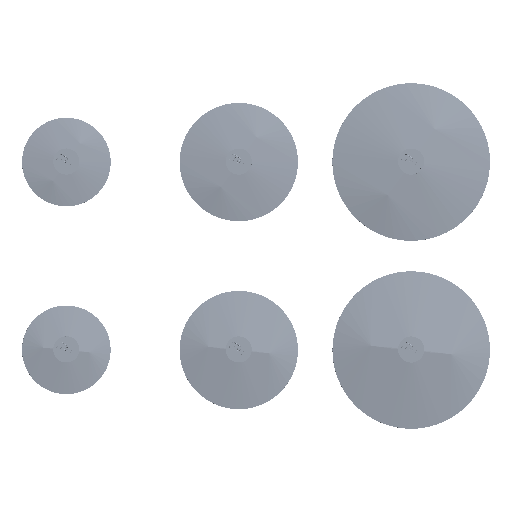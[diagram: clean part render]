
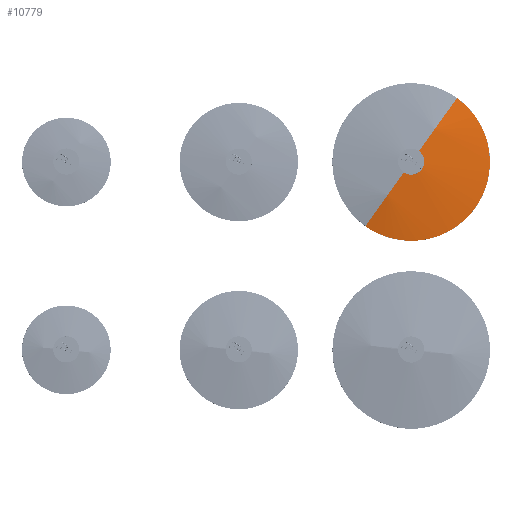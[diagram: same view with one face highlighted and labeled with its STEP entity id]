
A CAD part, top view. The second image highlights one B-rep face of the part: STEP entity #10779.
In plain terms, the highlighted free-form (B-spline) face has degree [2, 2] with [9, 5] control points.
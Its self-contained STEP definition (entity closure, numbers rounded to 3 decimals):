
#10779=ADVANCED_FACE('',(#17244),#105502,.T.);
#17244=FACE_OUTER_BOUND('',#23963,.T.);
#23963=EDGE_LOOP('',(#44853,#44854,#44855,#44856,#44857));
#44853=ORIENTED_EDGE('',*,*,#69141,.T.);
#44854=ORIENTED_EDGE('',*,*,#69132,.F.);
#44855=ORIENTED_EDGE('',*,*,#69135,.T.);
#44856=ORIENTED_EDGE('',*,*,#69120,.F.);
#44857=ORIENTED_EDGE('',*,*,#69136,.T.);
#69120=EDGE_CURVE('',#99102,#99103,#91421,.T.);
#69132=EDGE_CURVE('',#99113,#99108,#91431,.T.);
#69135=EDGE_CURVE('',#99113,#99103,#91432,.T.);
#69136=EDGE_CURVE('',#99102,#99114,#91433,.T.);
#69141=EDGE_CURVE('',#99114,#99108,#91438,.T.);
#91421=(
BOUNDED_CURVE()
B_SPLINE_CURVE(2,(#233920,#233921,#233922,#233923,#233924),
 .UNSPECIFIED.,.F.,.F.)
B_SPLINE_CURVE_WITH_KNOTS((3,2,3),(0.,31.981,63.961),
 .UNSPECIFIED.)
CURVE()
GEOMETRIC_REPRESENTATION_ITEM()
RATIONAL_B_SPLINE_CURVE((1.,0.707,1.,0.707,1.))
REPRESENTATION_ITEM('')
);
#91431=(
BOUNDED_CURVE()
B_SPLINE_CURVE(2,(#233960,#233961,#233962),.UNSPECIFIED.,.F.,.F.)
B_SPLINE_CURVE_WITH_KNOTS((3,3),(0.,0.571),.UNSPECIFIED.)
CURVE()
GEOMETRIC_REPRESENTATION_ITEM()
RATIONAL_B_SPLINE_CURVE((1.,0.707,1.))
REPRESENTATION_ITEM('')
);
#91432=(
BOUNDED_CURVE()
B_SPLINE_CURVE(2,(#233967,#233968,#233969),.UNSPECIFIED.,.F.,.F.)
B_SPLINE_CURVE_WITH_KNOTS((3,3),(0.,15.86),.UNSPECIFIED.)
CURVE()
GEOMETRIC_REPRESENTATION_ITEM()
RATIONAL_B_SPLINE_CURVE((1.,0.995,1.))
REPRESENTATION_ITEM('')
);
#91433=(
BOUNDED_CURVE()
B_SPLINE_CURVE(2,(#233970,#233971,#233972),.UNSPECIFIED.,.F.,.F.)
B_SPLINE_CURVE_WITH_KNOTS((3,3),(0.,15.86),.UNSPECIFIED.)
CURVE()
GEOMETRIC_REPRESENTATION_ITEM()
RATIONAL_B_SPLINE_CURVE((1.,0.995,1.))
REPRESENTATION_ITEM('')
);
#91438=(
BOUNDED_CURVE()
B_SPLINE_CURVE(2,(#233989,#233990,#233991),.UNSPECIFIED.,.F.,.F.)
B_SPLINE_CURVE_WITH_KNOTS((3,3),(-0.571,0.),.UNSPECIFIED.)
CURVE()
GEOMETRIC_REPRESENTATION_ITEM()
RATIONAL_B_SPLINE_CURVE((1.,0.707,1.))
REPRESENTATION_ITEM('')
);
#99102=VERTEX_POINT('',#233890);
#99103=VERTEX_POINT('',#233891);
#99108=VERTEX_POINT('',#233896);
#99113=VERTEX_POINT('',#233901);
#99114=VERTEX_POINT('',#233902);
#105502=(
BOUNDED_SURFACE()
B_SPLINE_SURFACE(2,2,((#233427,#233428,#233429,#233430,#233431),(#233432,
#233433,#233434,#233435,#233436),(#233437,#233438,#233439,#233440,#233441),
(#233442,#233443,#233444,#233445,#233446),(#233447,#233448,#233449,#233450,
#233451),(#233452,#233453,#233454,#233455,#233456),(#233457,#233458,#233459,
#233460,#233461),(#233462,#233463,#233464,#233465,#233466),(#233467,#233468,
#233469,#233470,#233471)),.UNSPECIFIED.,.T.,.F.,.F.)
B_SPLINE_SURFACE_WITH_KNOTS((3,2,2,2,3),(3,2,3),(0.,127.78,255.56,
383.34,511.12),(0.,127.78,255.56),
 .UNSPECIFIED.)
GEOMETRIC_REPRESENTATION_ITEM()
RATIONAL_B_SPLINE_SURFACE(((1.,0.707,1.,0.707,1.),
(0.707,0.5,0.707,0.5,0.707),(1.,0.707,
1.,0.707,1.),(0.707,0.5,0.707,0.5,0.707),
(1.,0.707,1.,0.707,1.),(0.707,0.5,0.707,
0.5,0.707),(1.,0.707,1.,0.707,1.),(0.707,
0.5,0.707,0.5,0.707),(1.,0.707,1.,0.707,
1.)))
REPRESENTATION_ITEM('')
SURFACE()
);
#233427=CARTESIAN_POINT('',(0.,-79.519,-81.347));
#233428=CARTESIAN_POINT('',(81.347,-79.519,-81.347));
#233429=CARTESIAN_POINT('',(81.347,-79.519,0.));
#233430=CARTESIAN_POINT('',(81.347,-79.519,81.347));
#233431=CARTESIAN_POINT('',(0.,-79.519,81.347));
#233432=CARTESIAN_POINT('',(0.,-79.519,-81.347));
#233433=CARTESIAN_POINT('',(81.347,1.828,-81.347));
#233434=CARTESIAN_POINT('',(81.347,1.828,0.));
#233435=CARTESIAN_POINT('',(81.347,1.828,81.347));
#233436=CARTESIAN_POINT('',(0.,-79.519,81.347));
#233437=CARTESIAN_POINT('',(0.,-79.519,-81.347));
#233438=CARTESIAN_POINT('',(0.,1.828,-81.347));
#233439=CARTESIAN_POINT('',(0.,1.828,0.));
#233440=CARTESIAN_POINT('',(0.,1.828,81.347));
#233441=CARTESIAN_POINT('',(0.,-79.519,81.347));
#233442=CARTESIAN_POINT('',(0.,-79.519,-81.347));
#233443=CARTESIAN_POINT('',(-81.347,1.828,-81.347));
#233444=CARTESIAN_POINT('',(-81.347,1.828,0.));
#233445=CARTESIAN_POINT('',(-81.347,1.828,81.347));
#233446=CARTESIAN_POINT('',(0.,-79.519,81.347));
#233447=CARTESIAN_POINT('',(0.,-79.519,-81.347));
#233448=CARTESIAN_POINT('',(-81.347,-79.519,-81.347));
#233449=CARTESIAN_POINT('',(-81.347,-79.519,0.));
#233450=CARTESIAN_POINT('',(-81.347,-79.519,81.347));
#233451=CARTESIAN_POINT('',(0.,-79.519,81.347));
#233452=CARTESIAN_POINT('',(0.,-79.519,-81.347));
#233453=CARTESIAN_POINT('',(-81.347,-160.866,-81.347));
#233454=CARTESIAN_POINT('',(-81.347,-160.866,0.));
#233455=CARTESIAN_POINT('',(-81.347,-160.866,81.347));
#233456=CARTESIAN_POINT('',(0.,-79.519,81.347));
#233457=CARTESIAN_POINT('',(0.,-79.519,-81.347));
#233458=CARTESIAN_POINT('',(0.,-160.866,-81.347));
#233459=CARTESIAN_POINT('',(0.,-160.866,0.));
#233460=CARTESIAN_POINT('',(0.,-160.866,81.347));
#233461=CARTESIAN_POINT('',(0.,-79.519,81.347));
#233462=CARTESIAN_POINT('',(0.,-79.519,-81.347));
#233463=CARTESIAN_POINT('',(81.347,-160.866,-81.347));
#233464=CARTESIAN_POINT('',(81.347,-160.866,0.));
#233465=CARTESIAN_POINT('',(81.347,-160.866,81.347));
#233466=CARTESIAN_POINT('',(0.,-79.519,81.347));
#233467=CARTESIAN_POINT('',(0.,-79.519,-81.347));
#233468=CARTESIAN_POINT('',(81.347,-79.519,-81.347));
#233469=CARTESIAN_POINT('',(81.347,-79.519,0.));
#233470=CARTESIAN_POINT('',(81.347,-79.519,81.347));
#233471=CARTESIAN_POINT('',(0.,-79.519,81.347));
#233890=CARTESIAN_POINT('',(15.99,0.241,0.));
#233891=CARTESIAN_POINT('',(-15.99,0.241,0.));
#233896=CARTESIAN_POINT('',(0.,1.828,0.285));
#233901=CARTESIAN_POINT('',(-0.285,1.828,0.));
#233902=CARTESIAN_POINT('',(0.285,1.828,0.));
#233920=CARTESIAN_POINT('',(15.99,0.241,0.));
#233921=CARTESIAN_POINT('',(15.99,0.241,15.99));
#233922=CARTESIAN_POINT('',(0.,0.241,15.99));
#233923=CARTESIAN_POINT('',(-15.99,0.241,15.99));
#233924=CARTESIAN_POINT('',(-15.99,0.241,0.));
#233960=CARTESIAN_POINT('',(-0.285,1.828,0.));
#233961=CARTESIAN_POINT('',(-0.285,1.828,0.285));
#233962=CARTESIAN_POINT('',(0.,1.828,0.285));
#233967=CARTESIAN_POINT('',(-0.285,1.828,0.));
#233968=CARTESIAN_POINT('',(-8.215,1.8,0.));
#233969=CARTESIAN_POINT('',(-15.99,0.241,0.));
#233970=CARTESIAN_POINT('',(15.99,0.241,0.));
#233971=CARTESIAN_POINT('',(8.215,1.8,0.));
#233972=CARTESIAN_POINT('',(0.285,1.828,0.));
#233989=CARTESIAN_POINT('',(0.285,1.828,0.));
#233990=CARTESIAN_POINT('',(0.285,1.828,0.285));
#233991=CARTESIAN_POINT('',(0.,1.828,0.285));
